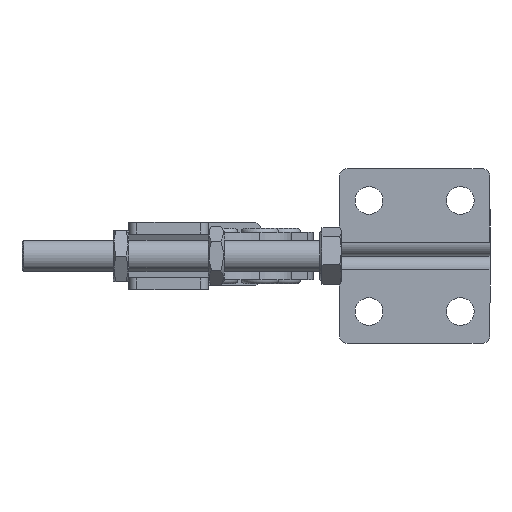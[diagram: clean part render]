
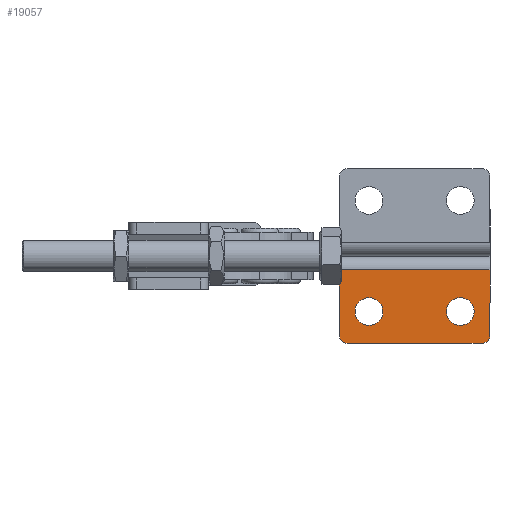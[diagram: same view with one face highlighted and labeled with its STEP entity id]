
A CAD part, left-side view. The second image highlights one B-rep face of the part: STEP entity #19057.
In plain terms, the highlighted planar face has unit normal (-1, 0, 0).
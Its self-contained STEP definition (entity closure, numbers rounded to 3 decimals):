
#2127 = EDGE_CURVE ( 'NONE', #14202, #14259, #17587, .T. ) ;
#2131 = EDGE_CURVE ( 'NONE', #14291, #14202, #17594, .T. ) ;
#2765 = EDGE_LOOP ( 'NONE', ( #13942, #13943 ) ) ;
#2768 = EDGE_LOOP ( 'NONE', ( #13946, #13947, #13948, #13949, #13950, #13951 ) ) ;
#2779 = EDGE_LOOP ( 'NONE', ( #13944, #13945 ) ) ;
#4095 = EDGE_CURVE ( 'NONE', #14259, #14232, #17646, .T. ) ;
#4097 = EDGE_CURVE ( 'NONE', #14309, #14374, #17650, .T. ) ;
#4136 = EDGE_CURVE ( 'NONE', #14179, #14277, #17705, .T. ) ;
#4137 = EDGE_CURVE ( 'NONE', #14232, #14277, #17709, .T. ) ;
#4147 = EDGE_CURVE ( 'NONE', #14179, #14291, #17725, .T. ) ;
#4151 = EDGE_CURVE ( 'NONE', #14203, #14251, #17712, .T. ) ;
#4180 = EDGE_CURVE ( 'NONE', #14251, #14203, #17770, .T. ) ;
#4190 = EDGE_CURVE ( 'NONE', #14374, #14309, #17786, .T. ) ;
#6228 = AXIS2_PLACEMENT_3D ( 'NONE', #20616, #20617, #20618 ) ;
#7243 = DIRECTION ( 'NONE',  ( -1., 0., 0. ) ) ;
#7249 = CARTESIAN_POINT ( 'NONE',  ( -3., -2., -20. ) ) ;
#7250 = PLANE ( 'NONE',  #17009 ) ;
#7252 = DIRECTION ( 'NONE',  ( 0., 0., 1. ) ) ;
#9851 = CARTESIAN_POINT ( 'NONE',  ( -3., -38., -3.5 ) ) ;
#9874 = CARTESIAN_POINT ( 'NONE',  ( -3., -36., -22. ) ) ;
#9875 = CARTESIAN_POINT ( 'NONE',  ( -3., -7.5, -17.5 ) ) ;
#9904 = CARTESIAN_POINT ( 'NONE',  ( -3., 0., -20. ) ) ;
#9923 = CARTESIAN_POINT ( 'NONE',  ( -3., -7.5, -10.5 ) ) ;
#9931 = CARTESIAN_POINT ( 'NONE',  ( -3., -2., -22. ) ) ;
#9947 = CARTESIAN_POINT ( 'NONE',  ( -3., 0., -3.5 ) ) ;
#9955 = CARTESIAN_POINT ( 'NONE',  ( -3., -38., -20. ) ) ;
#9965 = CARTESIAN_POINT ( 'NONE',  ( -3., -30.5, -17.5 ) ) ;
#10016 = CARTESIAN_POINT ( 'NONE',  ( -3., -30.5, -10.5 ) ) ;
#13332 = AXIS2_PLACEMENT_3D ( 'NONE', #26385, #26386, #26387 ) ;
#13334 = AXIS2_PLACEMENT_3D ( 'NONE', #26377, #26378, #26379 ) ;
#13352 = AXIS2_PLACEMENT_3D ( 'NONE', #26249, #26250, #26251 ) ;
#13942 = ORIENTED_EDGE ( 'NONE', *, *, #4151, .T. ) ;
#13943 = ORIENTED_EDGE ( 'NONE', *, *, #4180, .T. ) ;
#13944 = ORIENTED_EDGE ( 'NONE', *, *, #4097, .T. ) ;
#13945 = ORIENTED_EDGE ( 'NONE', *, *, #4190, .T. ) ;
#13946 = ORIENTED_EDGE ( 'NONE', *, *, #4147, .F. ) ;
#13947 = ORIENTED_EDGE ( 'NONE', *, *, #4136, .T. ) ;
#13948 = ORIENTED_EDGE ( 'NONE', *, *, #4137, .F. ) ;
#13949 = ORIENTED_EDGE ( 'NONE', *, *, #4095, .F. ) ;
#13950 = ORIENTED_EDGE ( 'NONE', *, *, #2127, .F. ) ;
#13951 = ORIENTED_EDGE ( 'NONE', *, *, #2131, .F. ) ;
#14179 = VERTEX_POINT ( 'NONE', #9851 ) ;
#14202 = VERTEX_POINT ( 'NONE', #9874 ) ;
#14203 = VERTEX_POINT ( 'NONE', #9875 ) ;
#14232 = VERTEX_POINT ( 'NONE', #9904 ) ;
#14251 = VERTEX_POINT ( 'NONE', #9923 ) ;
#14259 = VERTEX_POINT ( 'NONE', #9931 ) ;
#14277 = VERTEX_POINT ( 'NONE', #9947 ) ;
#14291 = VERTEX_POINT ( 'NONE', #9955 ) ;
#14309 = VERTEX_POINT ( 'NONE', #9965 ) ;
#14374 = VERTEX_POINT ( 'NONE', #10016 ) ;
#16627 = AXIS2_PLACEMENT_3D ( 'NONE', #20703, #20704, #20705 ) ;
#16628 = AXIS2_PLACEMENT_3D ( 'NONE', #20733, #20734, #20735 ) ;
#17009 = AXIS2_PLACEMENT_3D ( 'NONE', #7249, #7243, #7252 ) ;
#17587 = LINE ( 'NONE', #26236, #17591 ) ;
#17591 = VECTOR ( 'NONE', #26234, 1000. ) ;
#17594 = CIRCLE ( 'NONE', #13352, 2. ) ;
#17646 = CIRCLE ( 'NONE', #13334, 2. ) ;
#17650 = CIRCLE ( 'NONE', #13332, 3.5 ) ;
#17705 = LINE ( 'NONE', #20571, #17711 ) ;
#17709 = LINE ( 'NONE', #20569, #17713 ) ;
#17711 = VECTOR ( 'NONE', #20567, 1000. ) ;
#17712 = CIRCLE ( 'NONE', #6228, 3.5 ) ;
#17713 = VECTOR ( 'NONE', #20575, 1000. ) ;
#17725 = LINE ( 'NONE', #20600, #17727 ) ;
#17727 = VECTOR ( 'NONE', #20601, 1000. ) ;
#17770 = CIRCLE ( 'NONE', #16627, 3.5 ) ;
#17786 = CIRCLE ( 'NONE', #16628, 3.5 ) ;
#19057 = ADVANCED_FACE ( 'NONE', ( #23266, #23276, #23274 ), #7250, .T. ) ;
#20567 = DIRECTION ( 'NONE',  ( 0., 1., 0. ) ) ;
#20569 = CARTESIAN_POINT ( 'NONE',  ( -3., 0., -3. ) ) ;
#20571 = CARTESIAN_POINT ( 'NONE',  ( -3., -2., -3.5 ) ) ;
#20575 = DIRECTION ( 'NONE',  ( 0., 0., 1. ) ) ;
#20600 = CARTESIAN_POINT ( 'NONE',  ( -3., -38., -20. ) ) ;
#20601 = DIRECTION ( 'NONE',  ( 0., 0., -1. ) ) ;
#20616 = CARTESIAN_POINT ( 'NONE',  ( -3., -7.5, -14. ) ) ;
#20617 = DIRECTION ( 'NONE',  ( 1., 0., 0. ) ) ;
#20618 = DIRECTION ( 'NONE',  ( 0., 0., -1. ) ) ;
#20703 = CARTESIAN_POINT ( 'NONE',  ( -3., -7.5, -14. ) ) ;
#20704 = DIRECTION ( 'NONE',  ( 1., 0., 0. ) ) ;
#20705 = DIRECTION ( 'NONE',  ( 0., 0., -1. ) ) ;
#20733 = CARTESIAN_POINT ( 'NONE',  ( -3., -30.5, -14. ) ) ;
#20734 = DIRECTION ( 'NONE',  ( 1., 0., 0. ) ) ;
#20735 = DIRECTION ( 'NONE',  ( 0., 0., -1. ) ) ;
#23266 = FACE_BOUND ( 'NONE', #2765, .T. ) ;
#23274 = FACE_OUTER_BOUND ( 'NONE', #2768, .T. ) ;
#23276 = FACE_BOUND ( 'NONE', #2779, .T. ) ;
#26234 = DIRECTION ( 'NONE',  ( 0., 1., 0. ) ) ;
#26236 = CARTESIAN_POINT ( 'NONE',  ( -3., -2., -22. ) ) ;
#26249 = CARTESIAN_POINT ( 'NONE',  ( -3., -36., -20. ) ) ;
#26250 = DIRECTION ( 'NONE',  ( 1., 0., 0. ) ) ;
#26251 = DIRECTION ( 'NONE',  ( 0., 0., 1. ) ) ;
#26377 = CARTESIAN_POINT ( 'NONE',  ( -3., -2., -20. ) ) ;
#26378 = DIRECTION ( 'NONE',  ( 1., 0., 0. ) ) ;
#26379 = DIRECTION ( 'NONE',  ( 0., 0., 1. ) ) ;
#26385 = CARTESIAN_POINT ( 'NONE',  ( -3., -30.5, -14. ) ) ;
#26386 = DIRECTION ( 'NONE',  ( 1., 0., 0. ) ) ;
#26387 = DIRECTION ( 'NONE',  ( 0., 0., -1. ) ) ;
